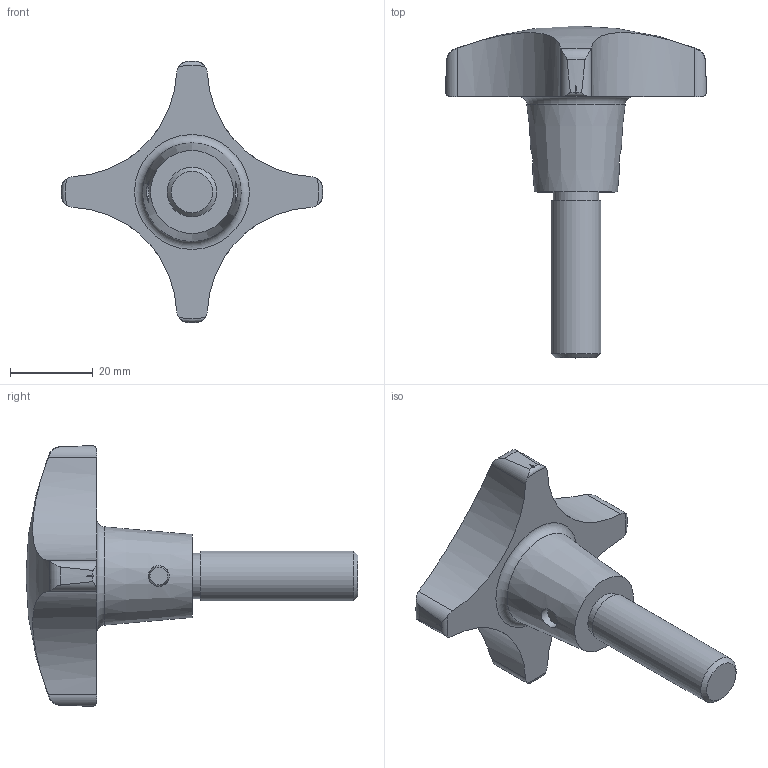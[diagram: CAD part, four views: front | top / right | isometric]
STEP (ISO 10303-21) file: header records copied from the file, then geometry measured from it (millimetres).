
FILE_DESCRIPTION( ( 'STEP AP214' ), '1' );
FILE_NAME( 'K0147.612X40.stp', '2020-11-25T12:52:09', ( '' ), ( '' ), ' ', 'PARTsolutions', ' ' );
FILE_SCHEMA( ( 'AUTOMOTIVE_DESIGN { 1 0 10303 214 1 1 1 1 }' ) );
Length unit declared in the file: millimetre
Products named in the file (1): _K0147.612X40
Bounding box: 62.93 x 80 x 62.93 mm (x, y, z)
Volume: 34249.4 mm3; surface area: 8992.8 mm2
Topology: 1 solids, 2 shells, 52 faces, 132 edges, 87 vertices
Faces by surface type: cylinder 25, cone 10, torus 9, plane 7, sphere 1
Full cylindrical faces by diameter (mm): 5 x2, 10.106 x1, 11 x1, 12 x1
Entity records: 2382 total; most frequent: CARTESIAN_POINT 841, ORIENTED_EDGE 226, DIRECTION 212, EDGE_CURVE 113, AXIS2_PLACEMENT_3D 100, VERTEX_POINT 83, EDGE_LOOP 68, FACE_OUTER_BOUND 58
